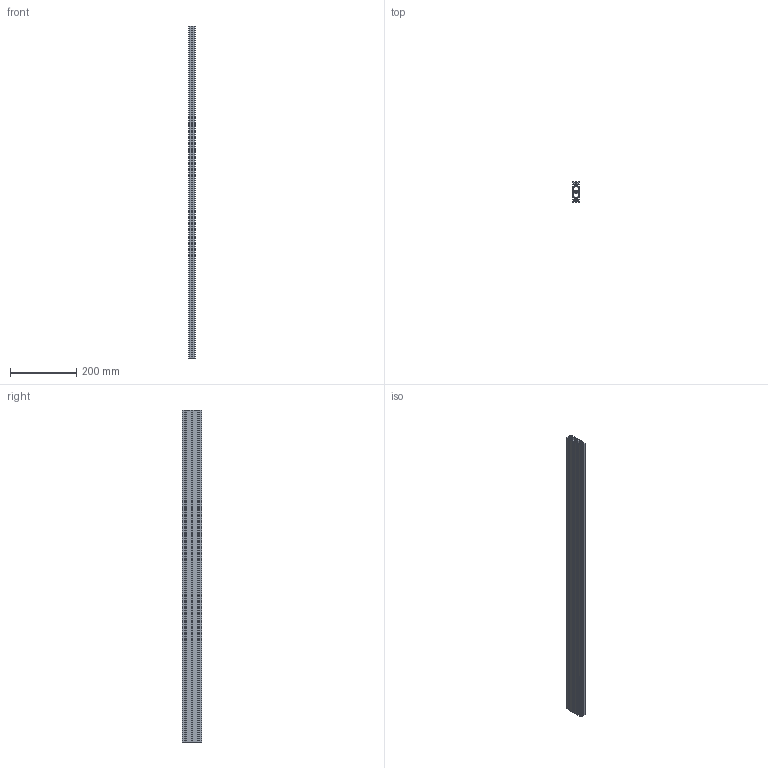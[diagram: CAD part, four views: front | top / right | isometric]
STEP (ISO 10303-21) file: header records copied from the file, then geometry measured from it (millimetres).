
FILE_DESCRIPTION( ( 'STEP AP203' ), ' ' );
FILE_NAME( 'NFS5-2060-1000.stp', '2017-05-31T09:27:54', ( '' ), ( '' ), ' ', 'PARTsolutions', ' ' );
FILE_SCHEMA( ( 'CONFIG_CONTROL_DESIGN' ) );
Length unit declared in the file: millimetre
Products named in the file (1): _NFS5-2060-1000
Bounding box: 20 x 60 x 1000 mm (x, y, z)
Volume: 463483.2 mm3; surface area: 457276.2 mm2
Topology: 1 solids, 1 shells, 165 faces, 489 edges, 326 vertices
Faces by surface type: plane 150, cylinder 15
Full cylindrical faces by diameter (mm): 4.2 x3
Entity records: 5482 total; most frequent: CARTESIAN_POINT 978, ORIENTED_EDGE 972, DIRECTION 848, EDGE_CURVE 486, LINE 456, VECTOR 456, VERTEX_POINT 326, AXIS2_PLACEMENT_3D 196
